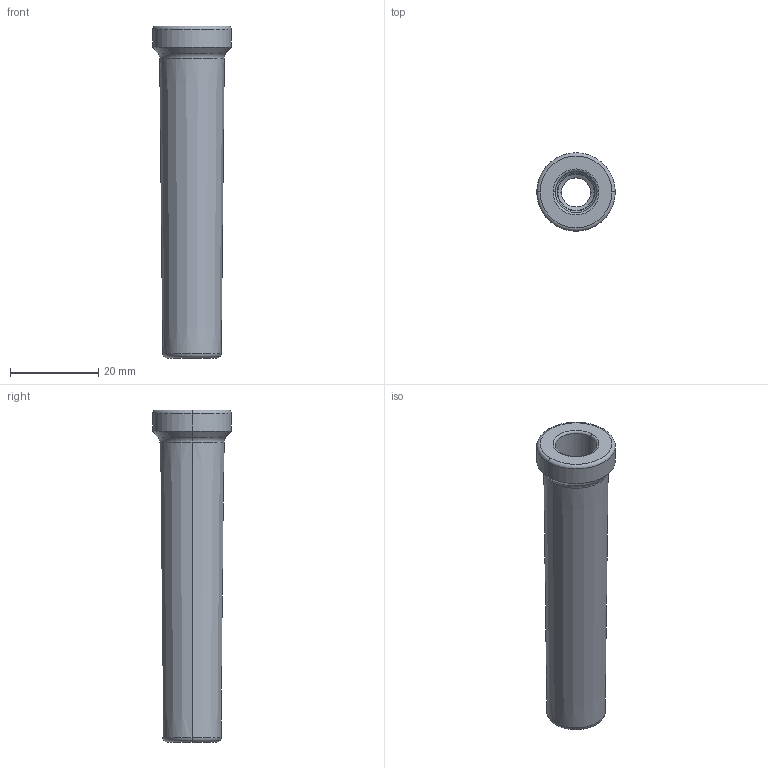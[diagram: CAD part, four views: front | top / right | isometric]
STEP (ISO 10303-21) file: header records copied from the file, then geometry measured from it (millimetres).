
FILE_DESCRIPTION (( 'STEP AP203' ), '1' );
FILE_NAME ('SB4.STEP', '2019-10-30T12:13:18', ( 'tempuser' ), ( 'Microsoft' ), 'SwSTEP 2.0', 'SolidWorks 2019', '' );
FILE_SCHEMA (( 'CONFIG_CONTROL_DESIGN' ));
Length unit declared in the file: inch
Products named in the file (1): SB4
Bounding box: 17.78 x 17.78 x 75.18 mm (x, y, z)
Volume: 8011.9 mm3; surface area: 5608.5 mm2
Topology: 1 solids, 1 shells, 40 faces, 80 edges, 44 vertices
Faces by surface type: cylinder 16, cone 12, torus 8, plane 4
Entity records: 1115 total; most frequent: DIRECTION 214, CARTESIAN_POINT 165, ORIENTED_EDGE 160, AXIS2_PLACEMENT_3D 93, EDGE_CURVE 80, CIRCLE 52, EDGE_LOOP 44, VERTEX_POINT 44
